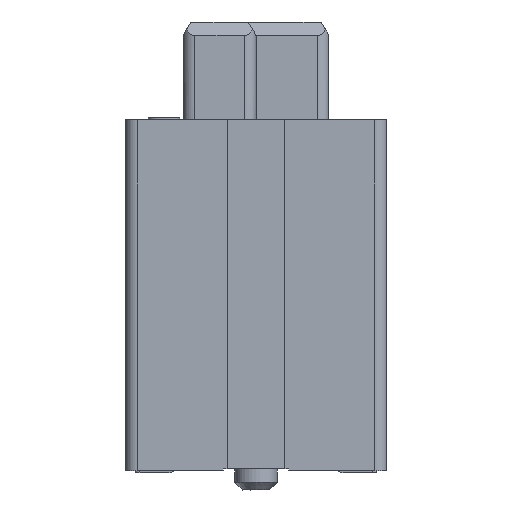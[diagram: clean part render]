
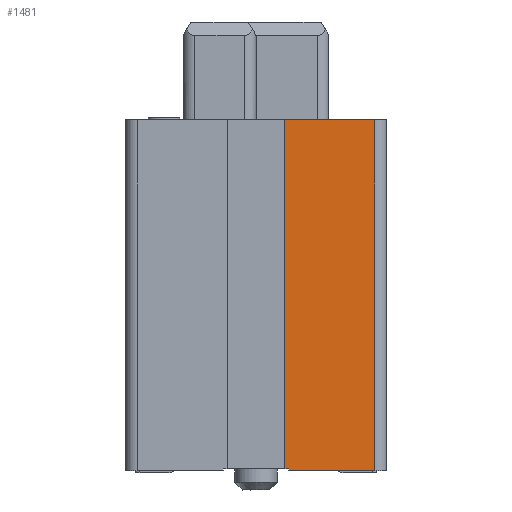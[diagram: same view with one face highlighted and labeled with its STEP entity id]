
A CAD part, left-side view. The second image highlights one B-rep face of the part: STEP entity #1481.
In plain terms, the highlighted planar face has unit normal (-1, 0, 0).
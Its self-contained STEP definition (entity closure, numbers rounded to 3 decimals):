
#449=CARTESIAN_POINT('',(-22.9,-3.1,0.));
#450=VERTEX_POINT('',#449);
#468=CARTESIAN_POINT('',(-22.9,-3.1,9.15));
#469=VERTEX_POINT('',#468);
#477=CARTESIAN_POINT('',(-22.9,-3.1,9.15));
#478=DIRECTION('',(0.,0.,-1.));
#479=VECTOR('',#478,9.15);
#480=LINE('',#477,#479);
#481=EDGE_CURVE('',#469,#450,#480,.T.);
#611=CARTESIAN_POINT('',(-22.9,-0.75,9.15));
#612=VERTEX_POINT('',#611);
#619=CARTESIAN_POINT('',(-22.9,-0.75,9.15));
#620=DIRECTION('',(0.,-1.,0.));
#621=VECTOR('',#620,2.35);
#622=LINE('',#619,#621);
#623=EDGE_CURVE('',#612,#469,#622,.T.);
#1432=CARTESIAN_POINT('',(-22.9,-0.75,0.05));
#1433=VERTEX_POINT('',#1432);
#1440=CARTESIAN_POINT('',(-22.9,-0.75,0.05));
#1441=DIRECTION('',(0.,0.,1.));
#1442=VECTOR('',#1441,9.1);
#1443=LINE('',#1440,#1442);
#1444=EDGE_CURVE('',#1433,#612,#1443,.T.);
#1449=CARTESIAN_POINT('',(-22.9,0.,4.575));
#1450=DIRECTION('',(0.,-1.,0.));
#1451=DIRECTION('',(-1.,0.,0.));
#1452=AXIS2_PLACEMENT_3D('',#1449,#1451,#1450);
#1453=PLANE('',#1452);
#1454=ORIENTED_EDGE('',*,*,#623,.F.);
#1455=ORIENTED_EDGE('',*,*,#1444,.F.);
#1456=CARTESIAN_POINT('',(-22.9,-0.85,0.05));
#1457=VERTEX_POINT('',#1456);
#1458=CARTESIAN_POINT('',(-22.9,-0.75,0.05));
#1459=DIRECTION('',(0.,-1.,0.));
#1460=VECTOR('',#1459,0.1);
#1461=LINE('',#1458,#1460);
#1462=EDGE_CURVE('',#1433,#1457,#1461,.T.);
#1463=ORIENTED_EDGE('',*,*,#1462,.T.);
#1464=CARTESIAN_POINT('',(-22.9,-0.85,0.));
#1465=VERTEX_POINT('',#1464);
#1466=CARTESIAN_POINT('',(-22.9,-0.85,0.05));
#1467=DIRECTION('',(0.,0.,-1.));
#1468=VECTOR('',#1467,0.05);
#1469=LINE('',#1466,#1468);
#1470=EDGE_CURVE('',#1457,#1465,#1469,.T.);
#1471=ORIENTED_EDGE('',*,*,#1470,.T.);
#1472=CARTESIAN_POINT('',(-22.9,-0.85,0.));
#1473=DIRECTION('',(0.,-1.,0.));
#1474=VECTOR('',#1473,2.25);
#1475=LINE('',#1472,#1474);
#1476=EDGE_CURVE('',#1465,#450,#1475,.T.);
#1477=ORIENTED_EDGE('',*,*,#1476,.T.);
#1478=ORIENTED_EDGE('',*,*,#481,.F.);
#1479=EDGE_LOOP('',(#1454,#1455,#1463,#1471,#1477,#1478));
#1480=FACE_OUTER_BOUND('',#1479,.T.);
#1481=ADVANCED_FACE('',(#1480),#1453,.T.);
